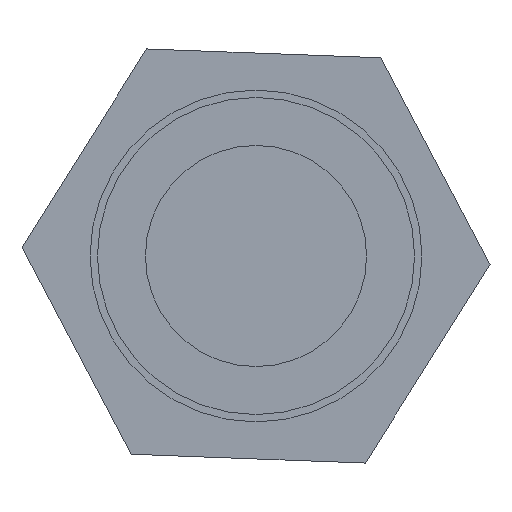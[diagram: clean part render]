
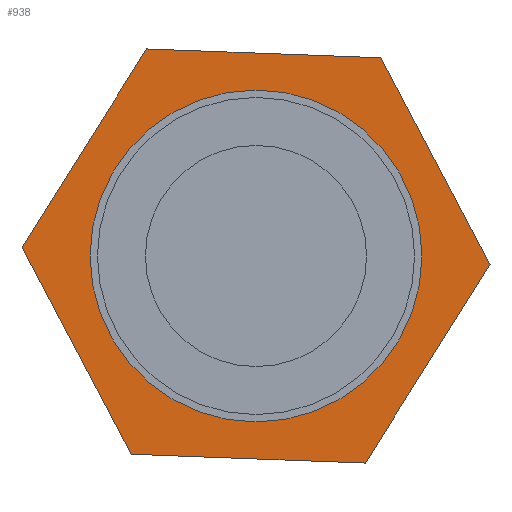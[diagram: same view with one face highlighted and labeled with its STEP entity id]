
A CAD part, left-side view. The second image highlights one B-rep face of the part: STEP entity #938.
In plain terms, the highlighted planar face has unit normal (-1, 0, 0).
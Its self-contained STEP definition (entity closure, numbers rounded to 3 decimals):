
#3 = CARTESIAN_POINT ( 'NONE',  ( 28., 5.932, 11.231 ) ) ;
#19 = PLANE ( 'NONE',  #164 ) ;
#56 = CARTESIAN_POINT ( 'NONE',  ( 28., -6.76, 10.753 ) ) ;
#57 = VECTOR ( 'NONE', #77, 1000. ) ;
#64 = CARTESIAN_POINT ( 'NONE',  ( 28., -5.932, -11.231 ) ) ;
#71 = ORIENTED_EDGE ( 'NONE', *, *, #723, .T. ) ;
#73 = LINE ( 'NONE', #748, #649 ) ;
#76 = AXIS2_PLACEMENT_3D ( 'NONE', #897, #153, #691 ) ;
#77 = DIRECTION ( 'NONE',  ( 0., 0.532, -0.847 ) ) ;
#85 = DIRECTION ( 'NONE',  ( 0., -0.467, -0.884 ) ) ;
#106 = CARTESIAN_POINT ( 'NONE',  ( 28., 5.932, 11.231 ) ) ;
#146 = CARTESIAN_POINT ( 'NONE',  ( 28., -12.693, -0.478 ) ) ;
#153 = DIRECTION ( 'NONE',  ( 1., 0., 0. ) ) ;
#160 = EDGE_CURVE ( 'NONE', #570, #559, #603, .T. ) ;
#164 = AXIS2_PLACEMENT_3D ( 'NONE', #250, #620, #863 ) ;
#182 = VECTOR ( 'NONE', #846, 1000. ) ;
#208 = CARTESIAN_POINT ( 'NONE',  ( 28., 6.76, -10.753 ) ) ;
#210 = VERTEX_POINT ( 'NONE', #902 ) ;
#214 = CARTESIAN_POINT ( 'NONE',  ( 28., 0., 9. ) ) ;
#239 = AXIS2_PLACEMENT_3D ( 'NONE', #366, #606, #688 ) ;
#247 = CARTESIAN_POINT ( 'NONE',  ( 28., -6.76, 10.753 ) ) ;
#250 = CARTESIAN_POINT ( 'NONE',  ( 28., 0., 0. ) ) ;
#253 = VERTEX_POINT ( 'NONE', #214 ) ;
#275 = ORIENTED_EDGE ( 'NONE', *, *, #843, .F. ) ;
#294 = EDGE_CURVE ( 'NONE', #559, #210, #909, .T. ) ;
#299 = EDGE_CURVE ( 'NONE', #974, #662, #617, .T. ) ;
#300 = LINE ( 'NONE', #208, #642 ) ;
#333 = ORIENTED_EDGE ( 'NONE', *, *, #299, .F. ) ;
#355 = DIRECTION ( 'NONE',  ( 0., 0.999, 0.038 ) ) ;
#366 = CARTESIAN_POINT ( 'NONE',  ( 28., 0., 0. ) ) ;
#369 = CARTESIAN_POINT ( 'NONE',  ( 28., 12.693, 0.478 ) ) ;
#454 = ORIENTED_EDGE ( 'NONE', *, *, #806, .F. ) ;
#483 = VERTEX_POINT ( 'NONE', #856 ) ;
#503 = CARTESIAN_POINT ( 'NONE',  ( 28., -12.693, -0.478 ) ) ;
#504 = ORIENTED_EDGE ( 'NONE', *, *, #847, .F. ) ;
#505 = ORIENTED_EDGE ( 'NONE', *, *, #294, .F. ) ;
#533 = EDGE_LOOP ( 'NONE', ( #824, #71 ) ) ;
#559 = VERTEX_POINT ( 'NONE', #739 ) ;
#565 = VECTOR ( 'NONE', #355, 1000. ) ;
#570 = VERTEX_POINT ( 'NONE', #503 ) ;
#574 = EDGE_LOOP ( 'NONE', ( #275, #505, #862, #504, #333, #454 ) ) ;
#603 = LINE ( 'NONE', #146, #57 ) ;
#606 = DIRECTION ( 'NONE',  ( 1., 0., 0. ) ) ;
#617 = LINE ( 'NONE', #3, #182 ) ;
#620 = DIRECTION ( 'NONE',  ( 1., 0., 0. ) ) ;
#642 = VECTOR ( 'NONE', #673, 1000. ) ;
#649 = VECTOR ( 'NONE', #984, 1000. ) ;
#662 = VERTEX_POINT ( 'NONE', #56 ) ;
#673 = DIRECTION ( 'NONE',  ( 0., 0.467, 0.884 ) ) ;
#688 = DIRECTION ( 'NONE',  ( 0., 0., -1. ) ) ;
#691 = DIRECTION ( 'NONE',  ( 0., 0., -1. ) ) ;
#704 = FACE_BOUND ( 'NONE', #533, .T. ) ;
#723 = EDGE_CURVE ( 'NONE', #253, #483, #953, .T. ) ;
#724 = VECTOR ( 'NONE', #85, 1000. ) ;
#739 = CARTESIAN_POINT ( 'NONE',  ( 28., -5.932, -11.231 ) ) ;
#748 = CARTESIAN_POINT ( 'NONE',  ( 28., 12.693, 0.478 ) ) ;
#775 = FACE_OUTER_BOUND ( 'NONE', #574, .T. ) ;
#792 = VERTEX_POINT ( 'NONE', #369 ) ;
#806 = EDGE_CURVE ( 'NONE', #792, #974, #73, .T. ) ;
#824 = ORIENTED_EDGE ( 'NONE', *, *, #835, .T. ) ;
#835 = EDGE_CURVE ( 'NONE', #483, #253, #836, .T. ) ;
#836 = CIRCLE ( 'NONE', #239, 9. ) ;
#843 = EDGE_CURVE ( 'NONE', #210, #792, #300, .T. ) ;
#846 = DIRECTION ( 'NONE',  ( 0., -0.999, -0.038 ) ) ;
#847 = EDGE_CURVE ( 'NONE', #662, #570, #977, .T. ) ;
#856 = CARTESIAN_POINT ( 'NONE',  ( 28., 0., -9. ) ) ;
#862 = ORIENTED_EDGE ( 'NONE', *, *, #160, .F. ) ;
#863 = DIRECTION ( 'NONE',  ( 0., 0., -1. ) ) ;
#897 = CARTESIAN_POINT ( 'NONE',  ( 28., 0., 0. ) ) ;
#902 = CARTESIAN_POINT ( 'NONE',  ( 28., 6.76, -10.753 ) ) ;
#909 = LINE ( 'NONE', #64, #565 ) ;
#938 = ADVANCED_FACE ( 'NONE', ( #704, #775 ), #19, .F. ) ;
#953 = CIRCLE ( 'NONE', #76, 9. ) ;
#974 = VERTEX_POINT ( 'NONE', #106 ) ;
#977 = LINE ( 'NONE', #247, #724 ) ;
#984 = DIRECTION ( 'NONE',  ( 0., -0.532, 0.847 ) ) ;
